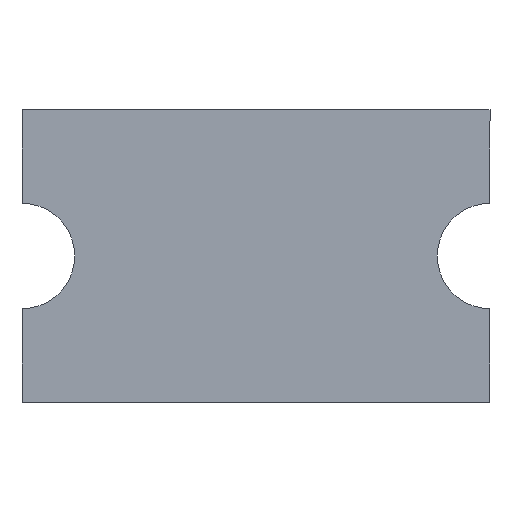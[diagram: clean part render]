
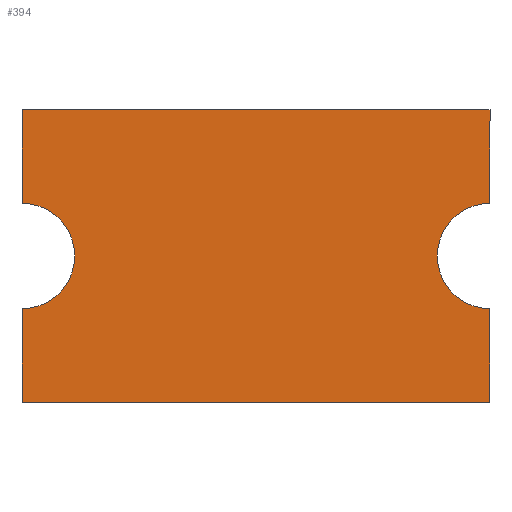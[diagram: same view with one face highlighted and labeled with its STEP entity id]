
A CAD part, front view. The second image highlights one B-rep face of the part: STEP entity #394.
In plain terms, the highlighted planar face has unit normal (0, -1, 0).
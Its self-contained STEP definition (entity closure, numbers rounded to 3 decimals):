
#10 = DIRECTION ( 'NONE',  ( 0., 0., -1. ) ) ;
#46 = CIRCLE ( 'NONE', #275, 0.225 ) ;
#58 = CARTESIAN_POINT ( 'NONE',  ( 0., 0., 0. ) ) ;
#59 = AXIS2_PLACEMENT_3D ( 'NONE', #101, #347, #543 ) ;
#61 = PLANE ( 'NONE',  #267 ) ;
#63 = CARTESIAN_POINT ( 'NONE',  ( 1., 0., 0.625 ) ) ;
#87 = ORIENTED_EDGE ( 'NONE', *, *, #151, .F. ) ;
#101 = CARTESIAN_POINT ( 'NONE',  ( -1., 0., 0. ) ) ;
#110 = DIRECTION ( 'NONE',  ( 0., 0., 1. ) ) ;
#111 = EDGE_CURVE ( 'NONE', #321, #138, #46, .T. ) ;
#113 = DIRECTION ( 'NONE',  ( -1., 0., 0. ) ) ;
#115 = ORIENTED_EDGE ( 'NONE', *, *, #430, .T. ) ;
#127 = EDGE_CURVE ( 'NONE', #551, #138, #605, .T. ) ;
#138 = VERTEX_POINT ( 'NONE', #160 ) ;
#140 = EDGE_CURVE ( 'NONE', #631, #619, #359, .T. ) ;
#144 = VECTOR ( 'NONE', #10, 1000. ) ;
#151 = EDGE_CURVE ( 'NONE', #321, #431, #311, .T. ) ;
#160 = CARTESIAN_POINT ( 'NONE',  ( 1., 0., 0.225 ) ) ;
#165 = LINE ( 'NONE', #63, #372 ) ;
#191 = DIRECTION ( 'NONE',  ( 0., 0., 1. ) ) ;
#195 = CARTESIAN_POINT ( 'NONE',  ( 1., 0., 0.625 ) ) ;
#210 = CARTESIAN_POINT ( 'NONE',  ( -1., 0., 0.225 ) ) ;
#219 = ORIENTED_EDGE ( 'NONE', *, *, #111, .T. ) ;
#220 = VECTOR ( 'NONE', #113, 1000. ) ;
#243 = CARTESIAN_POINT ( 'NONE',  ( -1., 0., 0.625 ) ) ;
#251 = VECTOR ( 'NONE', #191, 1000. ) ;
#267 = AXIS2_PLACEMENT_3D ( 'NONE', #58, #449, #409 ) ;
#275 = AXIS2_PLACEMENT_3D ( 'NONE', #306, #539, #293 ) ;
#278 = LINE ( 'NONE', #632, #251 ) ;
#293 = DIRECTION ( 'NONE',  ( 0., 0., 1. ) ) ;
#294 = ORIENTED_EDGE ( 'NONE', *, *, #460, .F. ) ;
#300 = ORIENTED_EDGE ( 'NONE', *, *, #602, .F. ) ;
#305 = VECTOR ( 'NONE', #110, 1000. ) ;
#306 = CARTESIAN_POINT ( 'NONE',  ( 1., 0., 0. ) ) ;
#309 = ORIENTED_EDGE ( 'NONE', *, *, #530, .F. ) ;
#311 = LINE ( 'NONE', #322, #471 ) ;
#321 = VERTEX_POINT ( 'NONE', #538 ) ;
#322 = CARTESIAN_POINT ( 'NONE',  ( 1., 0., -0.625 ) ) ;
#335 = CARTESIAN_POINT ( 'NONE',  ( -1., 0., -0.625 ) ) ;
#347 = DIRECTION ( 'NONE',  ( 0., 1., 0. ) ) ;
#359 = LINE ( 'NONE', #556, #305 ) ;
#363 = LINE ( 'NONE', #466, #220 ) ;
#372 = VECTOR ( 'NONE', #374, 1000. ) ;
#374 = DIRECTION ( 'NONE',  ( 1., 0., 0. ) ) ;
#394 = ADVANCED_FACE ( 'NONE', ( #490 ), #61, .T. ) ;
#408 = VERTEX_POINT ( 'NONE', #210 ) ;
#409 = DIRECTION ( 'NONE',  ( 0., 0., -1. ) ) ;
#430 = EDGE_CURVE ( 'NONE', #408, #619, #622, .T. ) ;
#431 = VERTEX_POINT ( 'NONE', #496 ) ;
#449 = DIRECTION ( 'NONE',  ( 0., -1., 0. ) ) ;
#454 = CARTESIAN_POINT ( 'NONE',  ( 1., 0., -0.625 ) ) ;
#455 = ORIENTED_EDGE ( 'NONE', *, *, #140, .F. ) ;
#459 = EDGE_LOOP ( 'NONE', ( #219, #616, #294, #300, #115, #455, #309, #87 ) ) ;
#460 = EDGE_CURVE ( 'NONE', #591, #551, #165, .T. ) ;
#466 = CARTESIAN_POINT ( 'NONE',  ( 1., 0., -0.625 ) ) ;
#471 = VECTOR ( 'NONE', #571, 1000. ) ;
#490 = FACE_OUTER_BOUND ( 'NONE', #459, .T. ) ;
#496 = CARTESIAN_POINT ( 'NONE',  ( 1., 0., -0.625 ) ) ;
#530 = EDGE_CURVE ( 'NONE', #431, #631, #363, .T. ) ;
#538 = CARTESIAN_POINT ( 'NONE',  ( 1., 0., -0.225 ) ) ;
#539 = DIRECTION ( 'NONE',  ( 0., 1., 0. ) ) ;
#543 = DIRECTION ( 'NONE',  ( 0., 0., -1. ) ) ;
#551 = VERTEX_POINT ( 'NONE', #195 ) ;
#556 = CARTESIAN_POINT ( 'NONE',  ( -1., 0., -0.625 ) ) ;
#571 = DIRECTION ( 'NONE',  ( 0., 0., -1. ) ) ;
#578 = CARTESIAN_POINT ( 'NONE',  ( -1., 0., -0.225 ) ) ;
#591 = VERTEX_POINT ( 'NONE', #243 ) ;
#602 = EDGE_CURVE ( 'NONE', #408, #591, #278, .T. ) ;
#605 = LINE ( 'NONE', #454, #144 ) ;
#616 = ORIENTED_EDGE ( 'NONE', *, *, #127, .F. ) ;
#619 = VERTEX_POINT ( 'NONE', #578 ) ;
#622 = CIRCLE ( 'NONE', #59, 0.225 ) ;
#631 = VERTEX_POINT ( 'NONE', #335 ) ;
#632 = CARTESIAN_POINT ( 'NONE',  ( -1., 0., -0.625 ) ) ;
